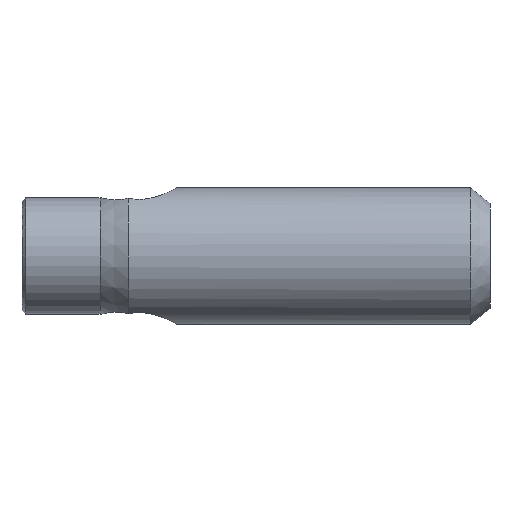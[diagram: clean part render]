
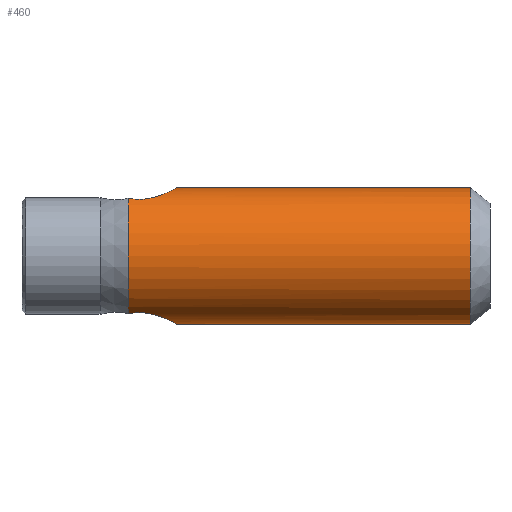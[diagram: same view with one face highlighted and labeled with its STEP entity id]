
A CAD part, left-side view. The second image highlights one B-rep face of the part: STEP entity #460.
In plain terms, the highlighted cylindrical face has radius 3.5 mm (diameter 7 mm), a partial arc.
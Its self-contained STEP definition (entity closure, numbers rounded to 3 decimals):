
#42 = EDGE_CURVE ( 'NONE', #1067, #919, #584, .T. ) ;
#53 = CARTESIAN_POINT ( 'NONE',  ( 0., 1., -3.5 ) ) ;
#60 = B_SPLINE_CURVE_WITH_KNOTS ( 'NONE', 3,
 ( #532, #526, #495, #491, #481, #477, #461, #456, #454, #441, #437, #431, #417, #408, #405, #389 ),
 .UNSPECIFIED., .F., .F.,
 ( 4, 2, 2, 2, 2, 2, 2, 4 ),
 ( 0.004, 0.004, 0.004, 0.005, 0.006, 0.006, 0.006, 0.007 ),
 .UNSPECIFIED. ) ;
#67 = B_SPLINE_CURVE_WITH_KNOTS ( 'NONE', 3,
 ( #726, #705, #700, #697, #692, #688, #684, #682, #674, #668, #667, #664, #645, #637, #633, #630 ),
 .UNSPECIFIED., .F., .F.,
 ( 4, 2, 2, 2, 2, 2, 2, 4 ),
 ( 0.001, 0.001, 0.001, 0.002, 0.003, 0.003, 0.003, 0.004 ),
 .UNSPECIFIED. ) ;
#96 = CIRCLE ( 'NONE', #287, 3.5 ) ;
#109 = VECTOR ( 'NONE', #315, 1000. ) ;
#113 = LINE ( 'NONE', #340, #109 ) ;
#119 = CIRCLE ( 'NONE', #361, 3.5 ) ;
#196 = B_SPLINE_CURVE_WITH_KNOTS ( 'NONE', 3,
 ( #1021, #1018, #1014, #1011 ),
 .UNSPECIFIED., .F., .F.,
 ( 4, 4 ),
 ( 0., 0.001 ),
 .UNSPECIFIED. ) ;
#205 = CARTESIAN_POINT ( 'NONE',  ( 0., 16.05, -3.5 ) ) ;
#228 = CARTESIAN_POINT ( 'NONE',  ( -1.869, 18.558, -2.959 ) ) ;
#287 = AXIS2_PLACEMENT_3D ( 'NONE', #1179, #1178, #1177 ) ;
#291 = B_SPLINE_CURVE_WITH_KNOTS ( 'NONE', 3,
 ( #1217, #1212, #1198, #1195 ),
 .UNSPECIFIED., .F., .F.,
 ( 4, 4 ),
 ( 0.007, 0.007 ),
 .UNSPECIFIED. ) ;
#304 = CARTESIAN_POINT ( 'NONE',  ( -1.95, 18., 2.906 ) ) ;
#315 = DIRECTION ( 'NONE',  ( 0., -1., 0. ) ) ;
#340 = CARTESIAN_POINT ( 'NONE',  ( 0., 0., 3.5 ) ) ;
#361 = AXIS2_PLACEMENT_3D ( 'NONE', #937, #930, #914 ) ;
#376 = CARTESIAN_POINT ( 'NONE',  ( 0., 1., 3.5 ) ) ;
#389 = CARTESIAN_POINT ( 'NONE',  ( -1.95, 18., 2.906 ) ) ;
#393 = CYLINDRICAL_SURFACE ( 'NONE', #985, 3.5 ) ;
#396 = FACE_OUTER_BOUND ( 'NONE', #872, .T. ) ;
#405 = CARTESIAN_POINT ( 'NONE',  ( -1.95, 17.868, 2.906 ) ) ;
#408 = CARTESIAN_POINT ( 'NONE',  ( -1.937, 17.739, 2.915 ) ) ;
#417 = CARTESIAN_POINT ( 'NONE',  ( -1.885, 17.485, 2.949 ) ) ;
#421 = ORIENTED_EDGE ( 'NONE', *, *, #1215, .T. ) ;
#431 = CARTESIAN_POINT ( 'NONE',  ( -1.847, 17.361, 2.974 ) ) ;
#437 = CARTESIAN_POINT ( 'NONE',  ( -1.748, 17.127, 3.033 ) ) ;
#441 = CARTESIAN_POINT ( 'NONE',  ( -1.689, 17.017, 3.067 ) ) ;
#454 = CARTESIAN_POINT ( 'NONE',  ( -1.549, 16.809, 3.139 ) ) ;
#456 = CARTESIAN_POINT ( 'NONE',  ( -1.469, 16.712, 3.178 ) ) ;
#460 = ADVANCED_FACE ( 'NONE', ( #396 ), #393, .T. ) ;
#461 = CARTESIAN_POINT ( 'NONE',  ( -1.205, 16.447, 3.292 ) ) ;
#477 = CARTESIAN_POINT ( 'NONE',  ( -0.993, 16.302, 3.365 ) ) ;
#481 = CARTESIAN_POINT ( 'NONE',  ( -0.64, 16.154, 3.443 ) ) ;
#485 = CARTESIAN_POINT ( 'NONE',  ( 0., 16.05, 3.5 ) ) ;
#491 = CARTESIAN_POINT ( 'NONE',  ( -0.515, 16.115, 3.464 ) ) ;
#495 = CARTESIAN_POINT ( 'NONE',  ( -0.261, 16.063, 3.493 ) ) ;
#526 = CARTESIAN_POINT ( 'NONE',  ( -0.132, 16.05, 3.5 ) ) ;
#532 = CARTESIAN_POINT ( 'NONE',  ( 0., 16.05, 3.5 ) ) ;
#570 = ORIENTED_EDGE ( 'NONE', *, *, #1201, .T. ) ;
#584 = LINE ( 'NONE', #749, #1015 ) ;
#596 = VERTEX_POINT ( 'NONE', #485 ) ;
#608 = ORIENTED_EDGE ( 'NONE', *, *, #1091, .T. ) ;
#629 = VERTEX_POINT ( 'NONE', #376 ) ;
#630 = CARTESIAN_POINT ( 'NONE',  ( 0., 16.05, -3.5 ) ) ;
#633 = CARTESIAN_POINT ( 'NONE',  ( -0.132, 16.05, -3.5 ) ) ;
#637 = CARTESIAN_POINT ( 'NONE',  ( -0.261, 16.063, -3.493 ) ) ;
#645 = CARTESIAN_POINT ( 'NONE',  ( -0.513, 16.114, -3.464 ) ) ;
#648 = ORIENTED_EDGE ( 'NONE', *, *, #1153, .T. ) ;
#664 = CARTESIAN_POINT ( 'NONE',  ( -0.639, 16.153, -3.443 ) ) ;
#667 = CARTESIAN_POINT ( 'NONE',  ( -0.874, 16.252, -3.391 ) ) ;
#668 = CARTESIAN_POINT ( 'NONE',  ( -0.985, 16.312, -3.36 ) ) ;
#670 = DIRECTION ( 'NONE',  ( 0., -1., 0. ) ) ;
#674 = CARTESIAN_POINT ( 'NONE',  ( -1.193, 16.453, -3.292 ) ) ;
#682 = CARTESIAN_POINT ( 'NONE',  ( -1.291, 16.534, -3.254 ) ) ;
#684 = CARTESIAN_POINT ( 'NONE',  ( -1.556, 16.798, -3.141 ) ) ;
#688 = CARTESIAN_POINT ( 'NONE',  ( -1.699, 17.01, -3.062 ) ) ;
#692 = CARTESIAN_POINT ( 'NONE',  ( -1.847, 17.361, -2.974 ) ) ;
#697 = CARTESIAN_POINT ( 'NONE',  ( -1.885, 17.486, -2.949 ) ) ;
#700 = CARTESIAN_POINT ( 'NONE',  ( -1.937, 17.739, -2.915 ) ) ;
#705 = CARTESIAN_POINT ( 'NONE',  ( -1.95, 17.868, -2.906 ) ) ;
#722 = VERTEX_POINT ( 'NONE', #228 ) ;
#726 = CARTESIAN_POINT ( 'NONE',  ( -1.95, 18., -2.906 ) ) ;
#749 = CARTESIAN_POINT ( 'NONE',  ( 0., 0., -3.5 ) ) ;
#754 = ORIENTED_EDGE ( 'NONE', *, *, #979, .F. ) ;
#872 = EDGE_LOOP ( 'NONE', ( #952, #421, #1039, #608, #648, #570, #1029, #754 ) ) ;
#914 = DIRECTION ( 'NONE',  ( 0., 0., -1. ) ) ;
#919 = VERTEX_POINT ( 'NONE', #53 ) ;
#930 = DIRECTION ( 'NONE',  ( 0., -1., 0. ) ) ;
#937 = CARTESIAN_POINT ( 'NONE',  ( 0., 1., 0. ) ) ;
#952 = ORIENTED_EDGE ( 'NONE', *, *, #1017, .F. ) ;
#958 = VERTEX_POINT ( 'NONE', #1092 ) ;
#979 = EDGE_CURVE ( 'NONE', #629, #919, #119, .T. ) ;
#985 = AXIS2_PLACEMENT_3D ( 'NONE', #1065, #1045, #1070 ) ;
#986 = CARTESIAN_POINT ( 'NONE',  ( -1.869, 18.558, 2.959 ) ) ;
#1011 = CARTESIAN_POINT ( 'NONE',  ( -1.95, 18., -2.906 ) ) ;
#1014 = CARTESIAN_POINT ( 'NONE',  ( -1.95, 18.191, -2.906 ) ) ;
#1015 = VECTOR ( 'NONE', #670, 1000. ) ;
#1017 = EDGE_CURVE ( 'NONE', #596, #629, #113, .T. ) ;
#1018 = CARTESIAN_POINT ( 'NONE',  ( -1.922, 18.377, -2.925 ) ) ;
#1021 = CARTESIAN_POINT ( 'NONE',  ( -1.869, 18.558, -2.959 ) ) ;
#1029 = ORIENTED_EDGE ( 'NONE', *, *, #42, .T. ) ;
#1039 = ORIENTED_EDGE ( 'NONE', *, *, #1088, .T. ) ;
#1041 = VERTEX_POINT ( 'NONE', #304 ) ;
#1045 = DIRECTION ( 'NONE',  ( 0., -1., 0. ) ) ;
#1065 = CARTESIAN_POINT ( 'NONE',  ( 0., 0., 0. ) ) ;
#1067 = VERTEX_POINT ( 'NONE', #205 ) ;
#1070 = DIRECTION ( 'NONE',  ( 0., 0., -1. ) ) ;
#1088 = EDGE_CURVE ( 'NONE', #1041, #1184, #291, .T. ) ;
#1091 = EDGE_CURVE ( 'NONE', #1184, #722, #96, .T. ) ;
#1092 = CARTESIAN_POINT ( 'NONE',  ( -1.95, 18., -2.906 ) ) ;
#1153 = EDGE_CURVE ( 'NONE', #722, #958, #196, .T. ) ;
#1177 = DIRECTION ( 'NONE',  ( 0., 0., -1. ) ) ;
#1178 = DIRECTION ( 'NONE',  ( 0., -1., 0. ) ) ;
#1179 = CARTESIAN_POINT ( 'NONE',  ( 0., 18.558, 0. ) ) ;
#1184 = VERTEX_POINT ( 'NONE', #986 ) ;
#1195 = CARTESIAN_POINT ( 'NONE',  ( -1.869, 18.558, 2.959 ) ) ;
#1198 = CARTESIAN_POINT ( 'NONE',  ( -1.922, 18.377, 2.925 ) ) ;
#1201 = EDGE_CURVE ( 'NONE', #958, #1067, #67, .T. ) ;
#1212 = CARTESIAN_POINT ( 'NONE',  ( -1.95, 18.191, 2.906 ) ) ;
#1215 = EDGE_CURVE ( 'NONE', #596, #1041, #60, .T. ) ;
#1217 = CARTESIAN_POINT ( 'NONE',  ( -1.95, 18., 2.906 ) ) ;
